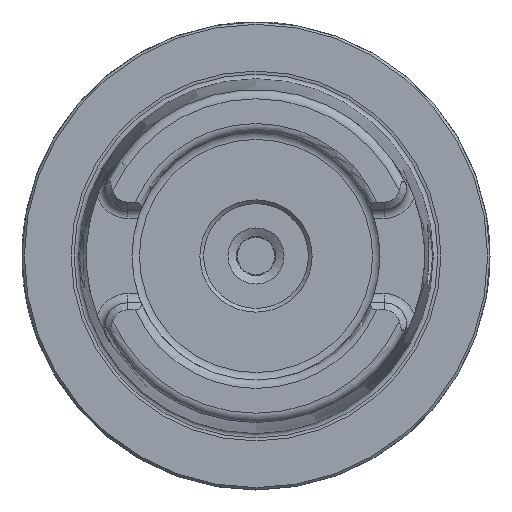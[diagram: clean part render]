
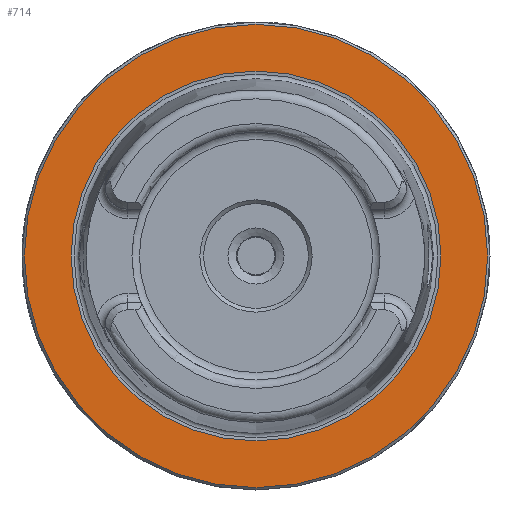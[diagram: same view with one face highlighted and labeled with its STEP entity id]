
A CAD part, left-side view. The second image highlights one B-rep face of the part: STEP entity #714.
In plain terms, the highlighted planar face has unit normal (-1, 0, 0).
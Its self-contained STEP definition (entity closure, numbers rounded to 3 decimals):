
#714 = ADVANCED_FACE( '', ( #1517, #1518 ), #1519, .T. );
#1517 = FACE_OUTER_BOUND( '', #2465, .T. );
#1518 = FACE_BOUND( '', #2466, .T. );
#1519 = PLANE( '', #2467 );
#2465 = EDGE_LOOP( '', ( #4388 ) );
#2466 = EDGE_LOOP( '', ( #4389 ) );
#2467 = AXIS2_PLACEMENT_3D( '', #4390, #4391, #4392 );
#4388 = ORIENTED_EDGE( '', *, *, #5128, .T. );
#4389 = ORIENTED_EDGE( '', *, *, #4736, .F. );
#4390 = CARTESIAN_POINT( '', ( 0., 0., 49.5 ) );
#4391 = DIRECTION( '', ( -1., 0., 0. ) );
#4392 = DIRECTION( '', ( 0., 0., 1. ) );
#4736 = EDGE_CURVE( '', #5560, #5560, #5561, .T. );
#5128 = EDGE_CURVE( '', #6208, #6208, #6209, .T. );
#5560 = VERTEX_POINT( '', #6756 );
#5561 = CIRCLE( '', #6757, 39.511 );
#6208 = VERTEX_POINT( '', #8503 );
#6209 = CIRCLE( '', #8504, 49.5 );
#6756 = CARTESIAN_POINT( '', ( 0., 0., 39.511 ) );
#6757 = AXIS2_PLACEMENT_3D( '', #9709, #9710, #9711 );
#8503 = CARTESIAN_POINT( '', ( 0., 0., 49.5 ) );
#8504 = AXIS2_PLACEMENT_3D( '', #10120, #10121, #10122 );
#9709 = CARTESIAN_POINT( '', ( 0., 0., 0. ) );
#9710 = DIRECTION( '', ( -1., 0., 0. ) );
#9711 = DIRECTION( '', ( 0., 0., 1. ) );
#10120 = CARTESIAN_POINT( '', ( 0., 0., 0. ) );
#10121 = DIRECTION( '', ( -1., 0., 0. ) );
#10122 = DIRECTION( '', ( 0., 0., 1. ) );
